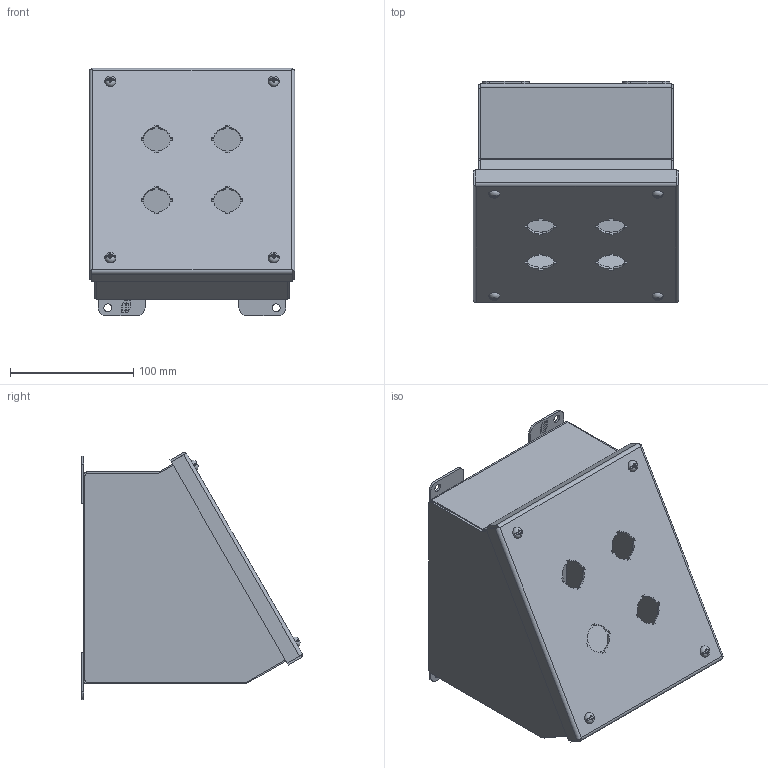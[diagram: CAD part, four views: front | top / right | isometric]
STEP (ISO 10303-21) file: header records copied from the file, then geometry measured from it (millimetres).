
FILE_DESCRIPTION (( 'STEP AP203' ), '1' );
FILE_NAME ('1490MG4_Default.step', '2019-11-12T20:32:11', ( '' ), ( '' ), 'SwSTEP 2.0', 'SolidWorks 2019', '' );
FILE_SCHEMA (( 'CONFIG_CONTROL_DESIGN' ));
Length unit declared in the file: inch
Products named in the file (1): 1490MG4_Default
Bounding box: 166.67 x 179.15 x 200.43 mm (x, y, z)
Volume: 297573.1 mm3; surface area: 337362.5 mm2
Topology: 26 solids, 26 shells, 758 faces, 1977 edges, 1299 vertices
Faces by surface type: plane 531, cylinder 189, cone 22, torus 8, bspline 8
Entity records: 23689 total; most frequent: CARTESIAN_POINT 4764, ORIENTED_EDGE 3950, DIRECTION 3828, EDGE_CURVE 1975, VECTOR 1430, LINE 1430, VERTEX_POINT 1299, AXIS2_PLACEMENT_3D 1199
